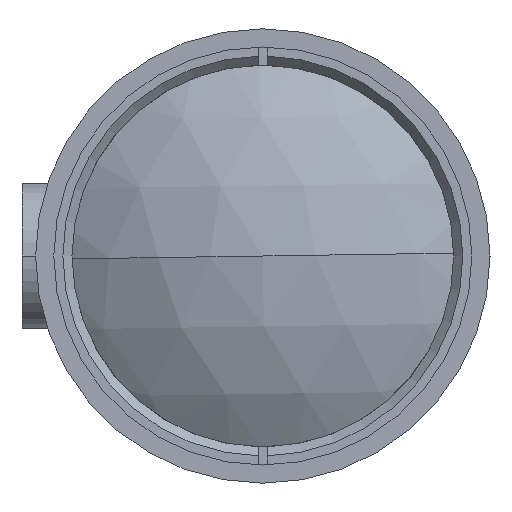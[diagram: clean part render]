
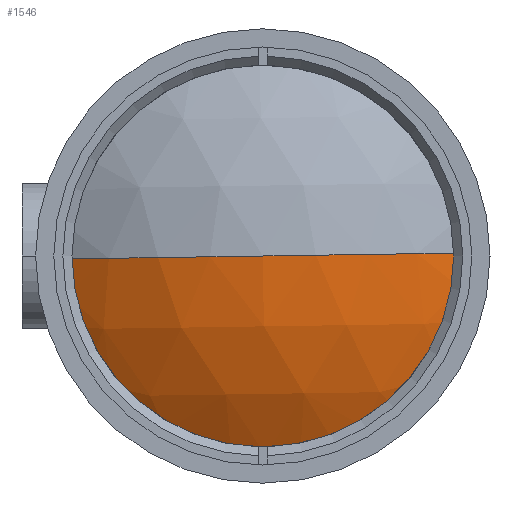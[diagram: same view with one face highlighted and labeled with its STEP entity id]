
A CAD part, left-side view. The second image highlights one B-rep face of the part: STEP entity #1546.
In plain terms, the highlighted spherical face has radius 38.79 mm.
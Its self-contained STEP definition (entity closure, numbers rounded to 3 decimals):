
#169 = DIRECTION ( 'NONE',  ( 0., 1., -0.015 ) ) ;
#523 = DIRECTION ( 'NONE',  ( 0., 1., -0.015 ) ) ;
#563 = EDGE_LOOP ( 'NONE', ( #3035, #1164, #1415 ) ) ;
#815 = CARTESIAN_POINT ( 'NONE',  ( 7.874, 21.998, -0.33 ) ) ;
#996 = AXIS2_PLACEMENT_3D ( 'NONE', #1116, #1309, #169 ) ;
#1104 = CARTESIAN_POINT ( 'NONE',  ( 39.822, 0., 0. ) ) ;
#1116 = CARTESIAN_POINT ( 'NONE',  ( 39.822, 0., 0. ) ) ;
#1132 = AXIS2_PLACEMENT_3D ( 'NONE', #2832, #2282, #2256 ) ;
#1164 = ORIENTED_EDGE ( 'NONE', *, *, #3319, .T. ) ;
#1182 = EDGE_CURVE ( 'NONE', #1619, #2421, #3449, .T. ) ;
#1248 = DIRECTION ( 'NONE',  ( 0., -1., 0.015 ) ) ;
#1309 = DIRECTION ( 'NONE',  ( 0., -0.015, -1. ) ) ;
#1415 = ORIENTED_EDGE ( 'NONE', *, *, #2221, .F. ) ;
#1479 = AXIS2_PLACEMENT_3D ( 'NONE', #1104, #1521, #1248 ) ;
#1521 = DIRECTION ( 'NONE',  ( 0., 0.015, 1. ) ) ;
#1546 = ADVANCED_FACE ( 'NONE', ( #3198 ), #3572, .T. ) ;
#1619 = VERTEX_POINT ( 'NONE', #815 ) ;
#2221 = EDGE_CURVE ( 'NONE', #1619, #2363, #2580, .T. ) ;
#2256 = DIRECTION ( 'NONE',  ( 0., 0.015, 1. ) ) ;
#2282 = DIRECTION ( 'NONE',  ( -1., 0., 0. ) ) ;
#2363 = VERTEX_POINT ( 'NONE', #3497 ) ;
#2414 = AXIS2_PLACEMENT_3D ( 'NONE', #2695, #2762, #523 ) ;
#2421 = VERTEX_POINT ( 'NONE', #3091 ) ;
#2580 = CIRCLE ( 'NONE', #1479, 38.79 ) ;
#2695 = CARTESIAN_POINT ( 'NONE',  ( 39.822, 0., 0. ) ) ;
#2762 = DIRECTION ( 'NONE',  ( 0., -0.015, -1. ) ) ;
#2832 = CARTESIAN_POINT ( 'NONE',  ( 7.874, 0., 0. ) ) ;
#3035 = ORIENTED_EDGE ( 'NONE', *, *, #1182, .T. ) ;
#3091 = CARTESIAN_POINT ( 'NONE',  ( 7.874, -21.998, 0.33 ) ) ;
#3107 = CIRCLE ( 'NONE', #996, 38.79 ) ;
#3198 = FACE_OUTER_BOUND ( 'NONE', #563, .T. ) ;
#3319 = EDGE_CURVE ( 'NONE', #2421, #2363, #3107, .T. ) ;
#3449 = CIRCLE ( 'NONE', #1132, 22. ) ;
#3497 = CARTESIAN_POINT ( 'NONE',  ( 1.032, 0., 0. ) ) ;
#3572 = SPHERICAL_SURFACE ( 'NONE', #2414, 38.79 ) ;
